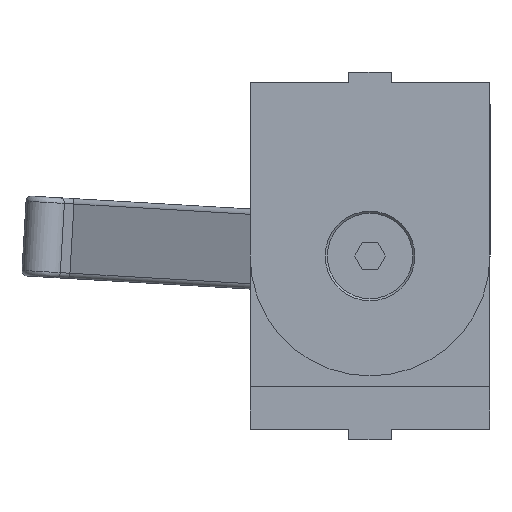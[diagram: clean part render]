
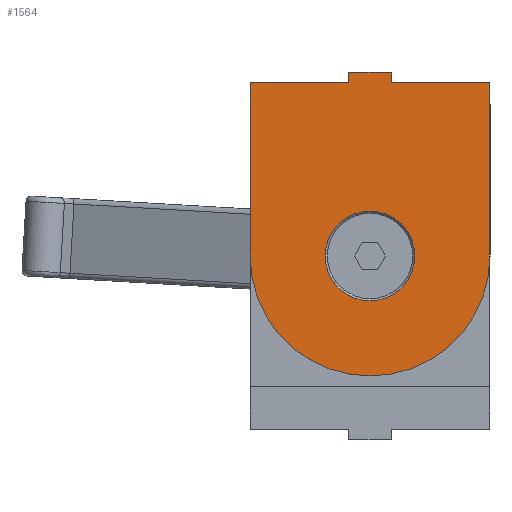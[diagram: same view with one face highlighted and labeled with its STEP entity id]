
A CAD part, left-side view. The second image highlights one B-rep face of the part: STEP entity #1564.
In plain terms, the highlighted face is planar.
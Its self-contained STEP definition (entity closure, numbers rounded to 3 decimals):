
#132=FACE_BOUND('',#361,.T.);
#148=CIRCLE('',#1784,8.4);
#149=CIRCLE('',#1785,8.4);
#158=CIRCLE('',#1800,22.5);
#264=FACE_OUTER_BOUND('',#360,.T.);
#360=EDGE_LOOP('',(#1172,#1173,#1174,#1175,#1176,#1177,#1178,#1179));
#361=EDGE_LOOP('',(#1180,#1181));
#450=LINE('',#2526,#563);
#455=LINE('',#2537,#568);
#457=LINE('',#2540,#570);
#460=LINE('',#2546,#573);
#461=LINE('',#2548,#574);
#489=LINE('',#2644,#602);
#490=LINE('',#2646,#603);
#563=VECTOR('',#1998,10.);
#568=VECTOR('',#2007,10.);
#570=VECTOR('',#2011,10.);
#573=VECTOR('',#2016,10.);
#574=VECTOR('',#2017,10.);
#602=VECTOR('',#2115,10.);
#603=VECTOR('',#2118,10.);
#670=VERTEX_POINT('',#2519);
#673=VERTEX_POINT('',#2524);
#676=VERTEX_POINT('',#2534);
#677=VERTEX_POINT('',#2536);
#679=VERTEX_POINT('',#2544);
#680=VERTEX_POINT('',#2547);
#688=VERTEX_POINT('',#2567);
#689=VERTEX_POINT('',#2568);
#707=VERTEX_POINT('',#2615);
#708=VERTEX_POINT('',#2617);
#829=EDGE_CURVE('',#673,#670,#450,.T.);
#834=EDGE_CURVE('',#677,#676,#455,.T.);
#836=EDGE_CURVE('',#676,#670,#457,.T.);
#839=EDGE_CURVE('',#673,#679,#460,.T.);
#840=EDGE_CURVE('',#680,#677,#461,.T.);
#850=EDGE_CURVE('',#688,#689,#148,.T.);
#851=EDGE_CURVE('',#689,#688,#149,.T.);
#874=EDGE_CURVE('',#708,#707,#158,.T.);
#888=EDGE_CURVE('',#679,#708,#489,.T.);
#889=EDGE_CURVE('',#680,#707,#490,.T.);
#1172=ORIENTED_EDGE('',*,*,#889,.F.);
#1173=ORIENTED_EDGE('',*,*,#840,.T.);
#1174=ORIENTED_EDGE('',*,*,#834,.T.);
#1175=ORIENTED_EDGE('',*,*,#836,.T.);
#1176=ORIENTED_EDGE('',*,*,#829,.F.);
#1177=ORIENTED_EDGE('',*,*,#839,.T.);
#1178=ORIENTED_EDGE('',*,*,#888,.T.);
#1179=ORIENTED_EDGE('',*,*,#874,.T.);
#1180=ORIENTED_EDGE('',*,*,#850,.T.);
#1181=ORIENTED_EDGE('',*,*,#851,.T.);
#1513=PLANE('',#1811);
#1564=ADVANCED_FACE('',(#264,#132),#1513,.T.);
#1784=AXIS2_PLACEMENT_3D('',#2569,#2037,#2038);
#1785=AXIS2_PLACEMENT_3D('',#2570,#2039,#2040);
#1800=AXIS2_PLACEMENT_3D('',#2618,#2083,#2084);
#1811=AXIS2_PLACEMENT_3D('',#2645,#2116,#2117);
#1998=DIRECTION('',(0.,0.,-1.));
#2007=DIRECTION('',(0.,0.,-1.));
#2011=DIRECTION('',(0.,1.,0.));
#2016=DIRECTION('',(0.,1.,0.));
#2017=DIRECTION('',(0.,1.,0.));
#2037=DIRECTION('center_axis',(-1.,0.,0.));
#2038=DIRECTION('ref_axis',(0.,1.,0.));
#2039=DIRECTION('center_axis',(-1.,0.,0.));
#2040=DIRECTION('ref_axis',(0.,1.,0.));
#2083=DIRECTION('center_axis',(1.,0.,0.));
#2084=DIRECTION('ref_axis',(0.,1.,0.));
#2115=DIRECTION('',(0.,0.,1.));
#2116=DIRECTION('center_axis',(1.,0.,0.));
#2117=DIRECTION('ref_axis',(0.,0.,-1.));
#2118=DIRECTION('',(0.,0.,1.));
#2519=CARTESIAN_POINT('',(22.5,4.,-2.));
#2524=CARTESIAN_POINT('',(22.5,4.,0.));
#2526=CARTESIAN_POINT('',(22.5,4.,0.));
#2534=CARTESIAN_POINT('',(22.5,-4.,-2.));
#2536=CARTESIAN_POINT('',(22.5,-4.,0.));
#2537=CARTESIAN_POINT('',(22.5,-4.,0.));
#2540=CARTESIAN_POINT('',(22.5,4.,-2.));
#2544=CARTESIAN_POINT('',(22.5,22.5,0.));
#2546=CARTESIAN_POINT('',(22.5,-22.5,0.));
#2547=CARTESIAN_POINT('',(22.5,-22.5,0.));
#2548=CARTESIAN_POINT('',(22.5,-22.5,0.));
#2567=CARTESIAN_POINT('',(22.5,8.4,32.5));
#2568=CARTESIAN_POINT('',(22.5,-8.4,32.5));
#2569=CARTESIAN_POINT('Origin',(22.5,0.,32.5));
#2570=CARTESIAN_POINT('Origin',(22.5,0.,32.5));
#2615=CARTESIAN_POINT('',(22.5,-22.5,32.5));
#2617=CARTESIAN_POINT('',(22.5,22.5,32.5));
#2618=CARTESIAN_POINT('Origin',(22.5,0.,32.5));
#2644=CARTESIAN_POINT('',(22.5,22.5,0.));
#2645=CARTESIAN_POINT('Origin',(22.5,22.5,0.));
#2646=CARTESIAN_POINT('',(22.5,-22.5,0.));
